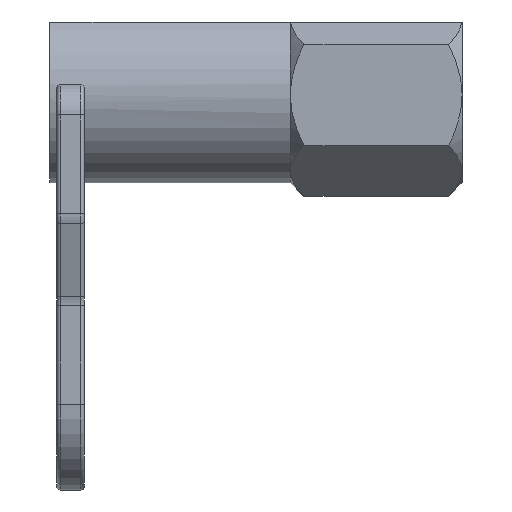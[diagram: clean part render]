
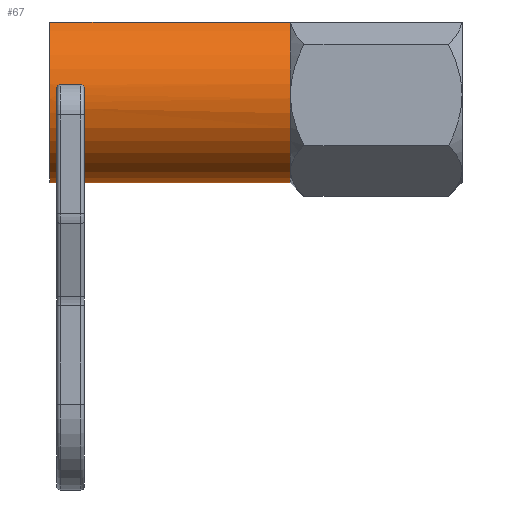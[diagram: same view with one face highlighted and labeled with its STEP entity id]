
A CAD part, left-side view. The second image highlights one B-rep face of the part: STEP entity #67.
In plain terms, the highlighted cylindrical face has radius 12.774 mm (diameter 25.548 mm), a partial arc.
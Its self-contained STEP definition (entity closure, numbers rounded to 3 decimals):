
#39 = ORIENTED_EDGE ( 'NONE', *, *, #40, .T. ) ;
#40 = EDGE_CURVE ( 'NONE', #56, #41, #772, .T. ) ;
#41 = VERTEX_POINT ( 'NONE', #771 ) ;
#42 = ORIENTED_EDGE ( 'NONE', *, *, #43, .T. ) ;
#43 = EDGE_CURVE ( 'NONE', #41, #44, #764, .T. ) ;
#44 = VERTEX_POINT ( 'NONE', #760 ) ;
#45 = ORIENTED_EDGE ( 'NONE', *, *, #46, .T. ) ;
#46 = EDGE_CURVE ( 'NONE', #44, #47, #818, .T. ) ;
#47 = VERTEX_POINT ( 'NONE', #817 ) ;
#48 = ORIENTED_EDGE ( 'NONE', *, *, #49, .T. ) ;
#49 = EDGE_CURVE ( 'NONE', #47, #57, #816, .T. ) ;
#50 = EDGE_LOOP ( 'NONE', ( #2863, #2856, #2854, #2860 ) ) ;
#51 = VERTEX_POINT ( 'NONE', #805 ) ;
#52 = EDGE_CURVE ( 'NONE', #57, #51, #804, .T. ) ;
#53 = ORIENTED_EDGE ( 'NONE', *, *, #52, .T. ) ;
#54 = ORIENTED_EDGE ( 'NONE', *, *, #55, .F. ) ;
#55 = EDGE_CURVE ( 'NONE', #56, #51, #799, .T. ) ;
#56 = VERTEX_POINT ( 'NONE', #800 ) ;
#57 = VERTEX_POINT ( 'NONE', #794 ) ;
#67 = ADVANCED_FACE ( 'NONE', ( #839, #838 ), #835, .T. ) ;
#68 = EDGE_LOOP ( 'NONE', ( #53, #54, #39, #42, #45, #48 ) ) ;
#760 = CARTESIAN_POINT ( 'NONE',  ( -12.685, 55.5, 1.5 ) ) ;
#761 = DIRECTION ( 'NONE',  ( 0., -1., 0. ) ) ;
#762 = VECTOR ( 'NONE', #761, 1000. ) ;
#763 = CARTESIAN_POINT ( 'NONE',  ( -12.685, 59., 1.5 ) ) ;
#764 = LINE ( 'NONE', #763, #762 ) ;
#765 = CARTESIAN_POINT ( 'NONE',  ( -12.685, 58.5, 1.5 ) ) ;
#766 = CARTESIAN_POINT ( 'NONE',  ( -12.685, 58.636, 1.5 ) ) ;
#767 = CARTESIAN_POINT ( 'NONE',  ( -12.693, 58.767, 1.44 ) ) ;
#768 = CARTESIAN_POINT ( 'NONE',  ( -12.714, 58.95, 1.243 ) ) ;
#769 = CARTESIAN_POINT ( 'NONE',  ( -12.726, 59., 1.11 ) ) ;
#770 = CARTESIAN_POINT ( 'NONE',  ( -12.737, 59., 0.975 ) ) ;
#771 = CARTESIAN_POINT ( 'NONE',  ( -12.685, 58.5, 1.5 ) ) ;
#772 = B_SPLINE_CURVE_WITH_KNOTS ( 'NONE', 3,
 ( #770, #769, #768, #767, #766, #765 ),
 .UNSPECIFIED., .F., .F.,
 ( 4, 2, 4 ),
 ( 0., 0., 0.001 ),
 .UNSPECIFIED. ) ;
#794 = CARTESIAN_POINT ( 'NONE',  ( -12.616, 55., -2. ) ) ;
#795 = DIRECTION ( 'NONE',  ( 0., 0., 1. ) ) ;
#796 = DIRECTION ( 'NONE',  ( 0., -1., 0. ) ) ;
#797 = CARTESIAN_POINT ( 'NONE',  ( 0., 59., 0. ) ) ;
#798 = AXIS2_PLACEMENT_3D ( 'NONE', #797, #796, #795 ) ;
#799 = CIRCLE ( 'NONE', #798, 12.774 ) ;
#800 = CARTESIAN_POINT ( 'NONE',  ( -12.737, 59., 0.975 ) ) ;
#801 = DIRECTION ( 'NONE',  ( 0., 1., 0. ) ) ;
#802 = VECTOR ( 'NONE', #801, 1000. ) ;
#803 = CARTESIAN_POINT ( 'NONE',  ( -12.616, -0.001, -2. ) ) ;
#804 = LINE ( 'NONE', #803, #802 ) ;
#805 = CARTESIAN_POINT ( 'NONE',  ( -12.616, 59., -2. ) ) ;
#806 = DIRECTION ( 'NONE',  ( 0., 0., 1. ) ) ;
#807 = DIRECTION ( 'NONE',  ( 0., -1., 0. ) ) ;
#808 = CARTESIAN_POINT ( 'NONE',  ( 0., 55., 0. ) ) ;
#809 = AXIS2_PLACEMENT_3D ( 'NONE', #808, #807, #806 ) ;
#810 = CARTESIAN_POINT ( 'NONE',  ( -12.737, 55., 0.975 ) ) ;
#811 = CARTESIAN_POINT ( 'NONE',  ( -12.726, 55., 1.11 ) ) ;
#812 = CARTESIAN_POINT ( 'NONE',  ( -12.713, 55.051, 1.244 ) ) ;
#813 = CARTESIAN_POINT ( 'NONE',  ( -12.693, 55.233, 1.439 ) ) ;
#814 = CARTESIAN_POINT ( 'NONE',  ( -12.685, 55.364, 1.5 ) ) ;
#815 = CARTESIAN_POINT ( 'NONE',  ( -12.685, 55.5, 1.5 ) ) ;
#816 = CIRCLE ( 'NONE', #809, 12.774 ) ;
#817 = CARTESIAN_POINT ( 'NONE',  ( -12.737, 55., 0.975 ) ) ;
#818 = B_SPLINE_CURVE_WITH_KNOTS ( 'NONE', 3,
 ( #815, #814, #813, #812, #811, #810 ),
 .UNSPECIFIED., .F., .F.,
 ( 4, 2, 4 ),
 ( 0., 0., 0.001 ),
 .UNSPECIFIED. ) ;
#823 = DIRECTION ( 'NONE',  ( 0., 0., -1. ) ) ;
#824 = DIRECTION ( 'NONE',  ( 0., -1., 0. ) ) ;
#825 = AXIS2_PLACEMENT_3D ( 'NONE', #836, #824, #823 ) ;
#835 = CYLINDRICAL_SURFACE ( 'NONE', #825, 12.774 ) ;
#836 = CARTESIAN_POINT ( 'NONE',  ( 0., 60., 0. ) ) ;
#838 = FACE_OUTER_BOUND ( 'NONE', #50, .T. ) ;
#839 = FACE_BOUND ( 'NONE', #68, .T. ) ;
#2296 = CARTESIAN_POINT ( 'NONE',  ( 0., 25., -12.774 ) ) ;
#2325 = CARTESIAN_POINT ( 'NONE',  ( 0., 25., 0. ) ) ;
#2327 = DIRECTION ( 'NONE',  ( 0., -1., 0. ) ) ;
#2328 = VECTOR ( 'NONE', #2327, 1000. ) ;
#2329 = CARTESIAN_POINT ( 'NONE',  ( 0., 60., -12.774 ) ) ;
#2330 = LINE ( 'NONE', #2329, #2328 ) ;
#2368 = CARTESIAN_POINT ( 'NONE',  ( 0., 60., -12.774 ) ) ;
#2369 = DIRECTION ( 'NONE',  ( 0., 0., 1. ) ) ;
#2370 = DIRECTION ( 'NONE',  ( 0., 1., 0. ) ) ;
#2371 = CARTESIAN_POINT ( 'NONE',  ( 0., 60., 0. ) ) ;
#2372 = AXIS2_PLACEMENT_3D ( 'NONE', #2371, #2370, #2369 ) ;
#2373 = CIRCLE ( 'NONE', #2372, 12.774 ) ;
#2374 = CARTESIAN_POINT ( 'NONE',  ( -7.095, 60., 10.622 ) ) ;
#2375 = CARTESIAN_POINT ( 'NONE',  ( -7.095, 25., 10.622 ) ) ;
#2376 = DIRECTION ( 'NONE',  ( 0., 1., 0. ) ) ;
#2377 = VECTOR ( 'NONE', #2376, 1000. ) ;
#2378 = CARTESIAN_POINT ( 'NONE',  ( -7.095, 25., 10.622 ) ) ;
#2379 = LINE ( 'NONE', #2378, #2377 ) ;
#2380 = DIRECTION ( 'NONE',  ( 0., 0., 1. ) ) ;
#2381 = DIRECTION ( 'NONE',  ( 0., 1., 0. ) ) ;
#2382 = AXIS2_PLACEMENT_3D ( 'NONE', #2325, #2381, #2380 ) ;
#2383 = CIRCLE ( 'NONE', #2382, 12.774 ) ;
#2843 = VERTEX_POINT ( 'NONE', #2296 ) ;
#2854 = ORIENTED_EDGE ( 'NONE', *, *, #2859, .T. ) ;
#2855 = EDGE_CURVE ( 'NONE', #2866, #2843, #2330, .T. ) ;
#2856 = ORIENTED_EDGE ( 'NONE', *, *, #2855, .T. ) ;
#2859 = EDGE_CURVE ( 'NONE', #2843, #2862, #2383, .T. ) ;
#2860 = ORIENTED_EDGE ( 'NONE', *, *, #2861, .T. ) ;
#2861 = EDGE_CURVE ( 'NONE', #2862, #2864, #2379, .T. ) ;
#2862 = VERTEX_POINT ( 'NONE', #2375 ) ;
#2863 = ORIENTED_EDGE ( 'NONE', *, *, #2865, .F. ) ;
#2864 = VERTEX_POINT ( 'NONE', #2374 ) ;
#2865 = EDGE_CURVE ( 'NONE', #2866, #2864, #2373, .T. ) ;
#2866 = VERTEX_POINT ( 'NONE', #2368 ) ;
